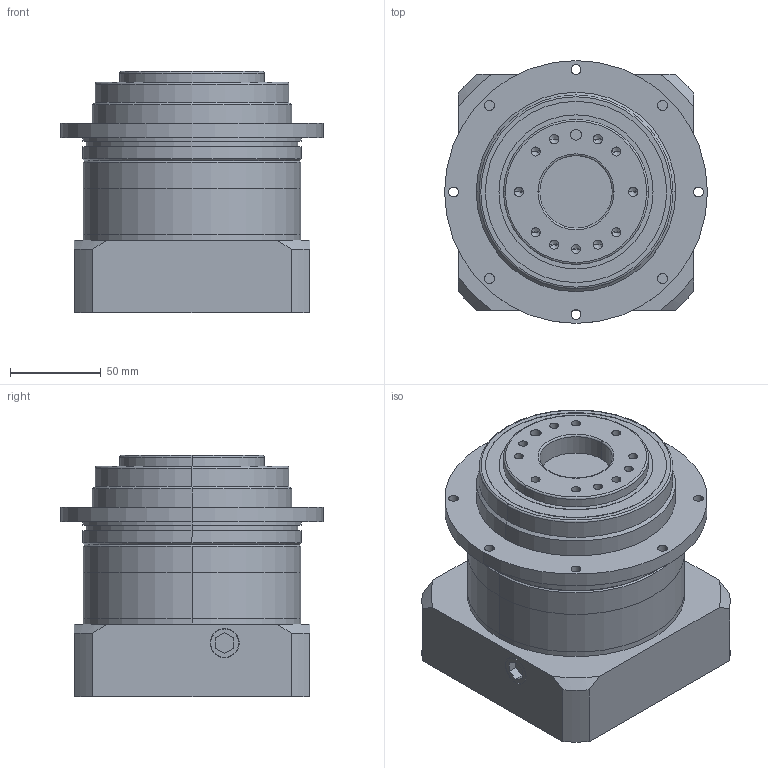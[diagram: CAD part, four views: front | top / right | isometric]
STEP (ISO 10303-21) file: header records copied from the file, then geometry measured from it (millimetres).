
FILE_DESCRIPTION (( 'STEP AP214' ), '1' );
FILE_NAME ('VGH110单级模型（24-55 110-5 4-9-145）.STEP', '2019-01-10T07:25:36', ( 'Windows' ), ( 'Microsoft' ), 'SwSTEP 2.0', 'SolidWorks 2016', '' );
FILE_SCHEMA (( 'AUTOMOTIVE_DESIGN' ));
Length unit declared in the file: millimetre
Products named in the file (1): VGH110单级模型（24-55 110-5 4-9-145）
Bounding box: 145 x 145 x 133 mm (x, y, z)
Volume: 1357880.7 mm3; surface area: 175167.2 mm2
Topology: 3 solids, 3 shells, 254 faces, 614 edges, 379 vertices
Faces by surface type: cylinder 120, plane 84, cone 40, torus 10
Entity records: 8007 total; most frequent: CARTESIAN_POINT 1414, DIRECTION 1340, ORIENTED_EDGE 1168, EDGE_CURVE 584, AXIS2_PLACEMENT_3D 521, VERTEX_POINT 379, EDGE_LOOP 315, VECTOR 298
